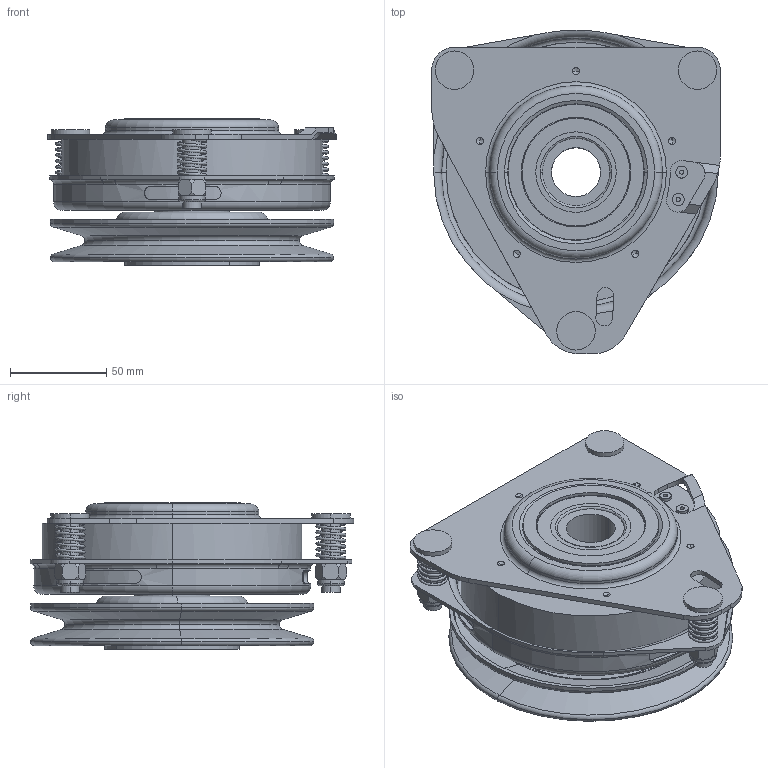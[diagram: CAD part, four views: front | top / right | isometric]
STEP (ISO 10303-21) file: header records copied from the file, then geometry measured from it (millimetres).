
FILE_DESCRIPTION (( 'STEP AP203' ), '1' );
FILE_NAME ('52035600_MA-GT-EXM3X_電磁クラッチブレーキ.STEP', '2015-04-12T23:48:39', ( '' ), ( '' ), 'SwSTEP 2.0', 'SolidWorks 2014', '' );
FILE_SCHEMA (( 'CONFIG_CONTROL_DESIGN' ));
Length unit declared in the file: millimetre
Products named in the file (1): 52035600_MA-GT-EXM3X_電磁クラッチブレーキ
Bounding box: 150 x 168.37 x 76.1 mm (x, y, z)
Volume: 732914.8 mm3; surface area: 178221.4 mm2
Topology: 1 solids, 5 shells, 441 faces, 1078 edges, 673 vertices
Faces by surface type: plane 162, cylinder 159, torus 76, cone 32, bspline 12
Entity records: 18043 total; most frequent: CARTESIAN_POINT 7243, DIRECTION 2428, ORIENTED_EDGE 2136, EDGE_CURVE 1068, AXIS2_PLACEMENT_3D 989, VERTEX_POINT 673, CIRCLE 559, EDGE_LOOP 521
